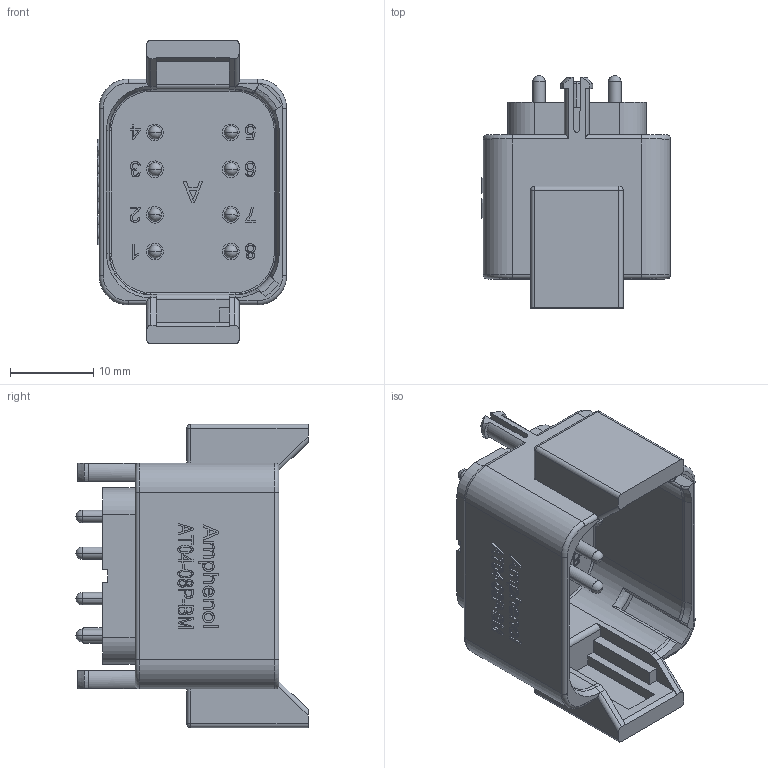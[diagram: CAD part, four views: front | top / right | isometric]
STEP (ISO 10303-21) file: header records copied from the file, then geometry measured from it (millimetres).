
FILE_DESCRIPTION((''),'2;1');
FILE_NAME('26-80433-08A','2016-02-26T',('Orion.Li'),(''),'PRO/ENGINEER BY PARAMETRIC TECHNOLOGY CORPORATION, 2013230','PRO/ENGINEER BY PARAMETRIC TECHNOLOGY CORPORATION, 2013230','');
FILE_SCHEMA(('CONFIG_CONTROL_DESIGN'));
Length unit declared in the file: millimetre
Products named in the file (1): 26-80433-08A
Bounding box: 22.68 x 27.85 x 36.36 mm (x, y, z)
Volume: 4386.8 mm3; surface area: 5977.8 mm2
Topology: 1 solids, 1 shells, 882 faces, 2370 edges, 1530 vertices
Faces by surface type: plane 348, extrusion 338, cylinder 120, sphere 36, torus 20, cone 12, bspline 8
Entity records: 28814 total; most frequent: CARTESIAN_POINT 8102, ORIENTED_EDGE 4676, DIRECTION 3306, EDGE_CURVE 2338, VECTOR 1646, VERTEX_POINT 1530, LINE 1308, B_SPLINE_CURVE_WITH_KNOTS 1074
